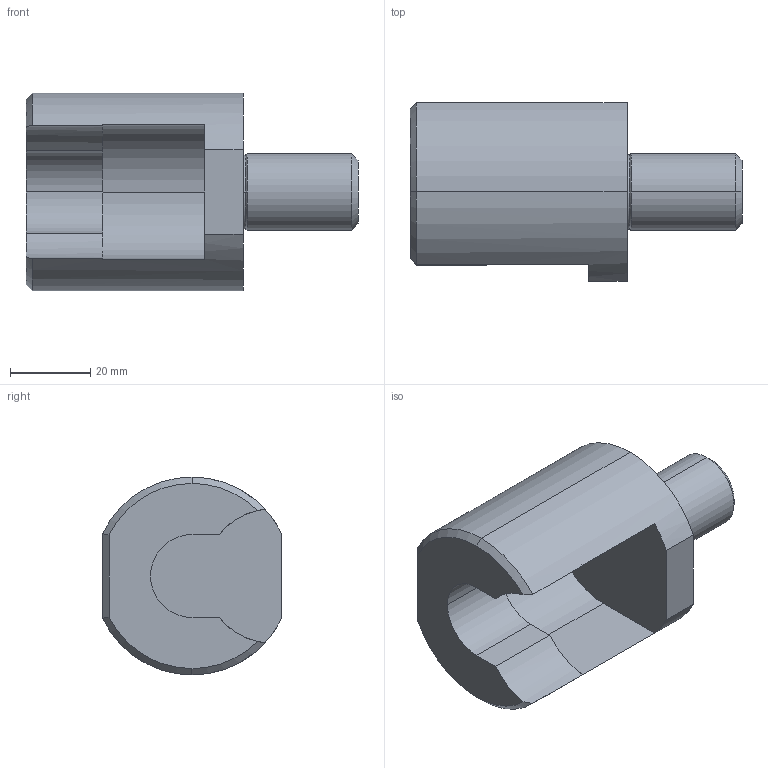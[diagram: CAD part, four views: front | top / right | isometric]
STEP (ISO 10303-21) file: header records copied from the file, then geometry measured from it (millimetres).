
FILE_DESCRIPTION((''),'2;1');
FILE_NAME('E152','2000-06-30T11:36:55',(''),(''),'AutoCAD STEP 2000','AutoCAD 2000',', , ');
FILE_SCHEMA(('CONFIG_CONTROL_DESIGN'));
Length unit declared in the file: inch
Bounding box: 82.55 x 44.45 x 49.21 mm (x, y, z)
Volume: 63304.2 mm3; surface area: 16336.8 mm2
Topology: 1 solids, 1 shells, 34 faces, 86 edges, 55 vertices
Faces by surface type: cylinder 12, plane 12, cone 6, bspline 4
Entity records: 1301 total; most frequent: CARTESIAN_POINT 363, DIRECTION 189, ORIENTED_EDGE 172, EDGE_CURVE 86, AXIS2_PLACEMENT_3D 76, VERTEX_POINT 55, CIRCLE 45, VECTOR 37
